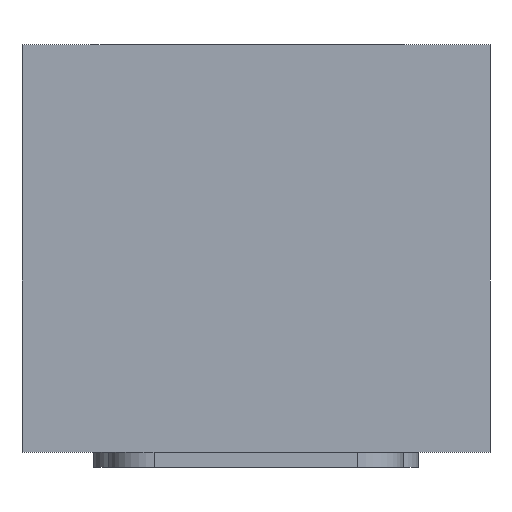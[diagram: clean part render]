
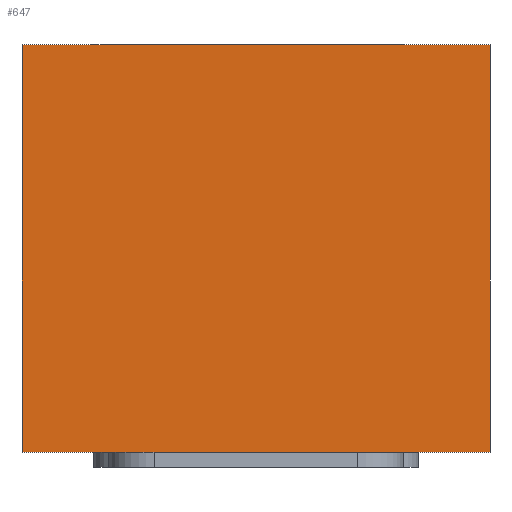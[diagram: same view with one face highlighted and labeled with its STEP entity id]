
A CAD part, front view. The second image highlights one B-rep face of the part: STEP entity #647.
In plain terms, the highlighted planar face has unit normal (0, -1, 0).
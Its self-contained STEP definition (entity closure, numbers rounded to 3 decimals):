
#81=FACE_OUTER_BOUND('',#116,.T.);
#116=EDGE_LOOP('',(#546,#547,#548,#549));
#171=LINE('',#1169,#229);
#176=LINE('',#1180,#234);
#178=LINE('',#1183,#236);
#179=LINE('',#1184,#237);
#229=VECTOR('',#828,10.);
#234=VECTOR('',#837,10.);
#236=VECTOR('',#841,10.);
#237=VECTOR('',#842,10.);
#306=VERTEX_POINT('',#1162);
#309=VERTEX_POINT('',#1167);
#312=VERTEX_POINT('',#1177);
#313=VERTEX_POINT('',#1179);
#395=EDGE_CURVE('',#309,#306,#171,.T.);
#400=EDGE_CURVE('',#313,#312,#176,.T.);
#402=EDGE_CURVE('',#312,#306,#178,.T.);
#403=EDGE_CURVE('',#309,#313,#179,.T.);
#546=ORIENTED_EDGE('',*,*,#402,.T.);
#547=ORIENTED_EDGE('',*,*,#395,.F.);
#548=ORIENTED_EDGE('',*,*,#403,.T.);
#549=ORIENTED_EDGE('',*,*,#400,.T.);
#600=PLANE('',#698);
#647=ADVANCED_FACE('',(#81),#600,.T.);
#698=AXIS2_PLACEMENT_3D('',#1182,#839,#840);
#828=DIRECTION('',(0.,0.,1.));
#837=DIRECTION('',(0.,0.,1.));
#839=DIRECTION('center_axis',(0.,-1.,0.));
#840=DIRECTION('ref_axis',(0.,0.,-1.));
#841=DIRECTION('',(-1.,0.,0.));
#842=DIRECTION('',(1.,0.,0.));
#1162=CARTESIAN_POINT('',(-0.155,-0.305,0.27));
#1167=CARTESIAN_POINT('',(-0.155,-0.305,0.));
#1169=CARTESIAN_POINT('',(-0.155,-0.305,0.));
#1177=CARTESIAN_POINT('',(0.155,-0.305,0.27));
#1179=CARTESIAN_POINT('',(0.155,-0.305,0.));
#1180=CARTESIAN_POINT('',(0.155,-0.305,0.));
#1182=CARTESIAN_POINT('Origin',(0.155,-0.305,0.));
#1183=CARTESIAN_POINT('',(-0.155,-0.305,0.27));
#1184=CARTESIAN_POINT('',(-0.155,-0.305,0.));
